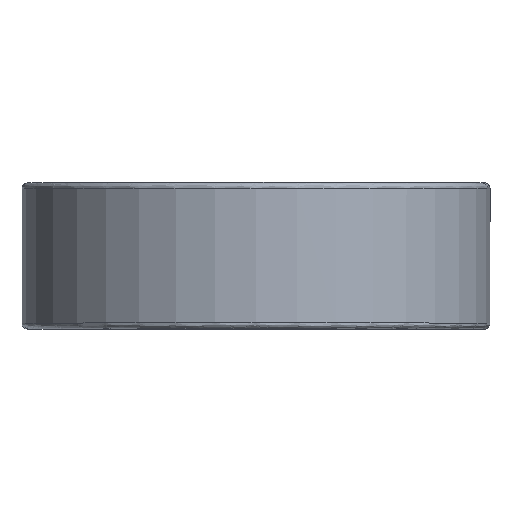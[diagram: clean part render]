
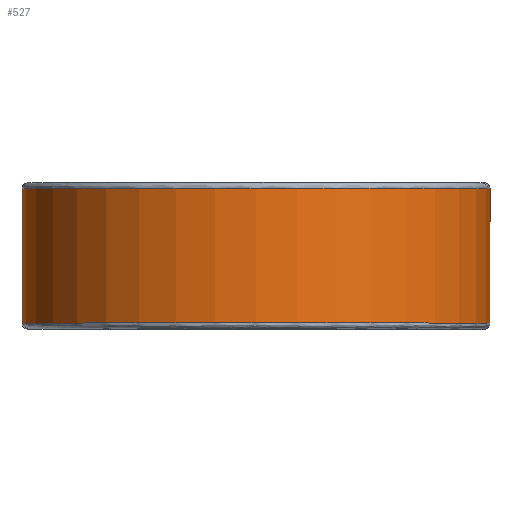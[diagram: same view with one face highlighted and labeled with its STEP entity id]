
A CAD part, top view. The second image highlights one B-rep face of the part: STEP entity #527.
In plain terms, the highlighted cylindrical face has radius 8 mm (diameter 16 mm), a full revolution.
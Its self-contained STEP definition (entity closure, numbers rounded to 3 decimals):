
#108 = EDGE_LOOP ( 'NONE', ( #133 ) ) ;
#133 = ORIENTED_EDGE ( 'NONE', *, *, #601, .T. ) ;
#135 = ORIENTED_EDGE ( 'NONE', *, *, #608, .T. ) ;
#193 = EDGE_LOOP ( 'NONE', ( #135 ) ) ;
#221 = CIRCLE ( 'NONE', #493, 8. ) ;
#275 = DIRECTION ( 'NONE',  ( 0., 0., -1. ) ) ;
#289 = CARTESIAN_POINT ( 'NONE',  ( 0., 2.3, -8. ) ) ;
#299 = CARTESIAN_POINT ( 'NONE',  ( 0., -2.3, -8. ) ) ;
#332 = DIRECTION ( 'NONE',  ( 0., -1., 0. ) ) ;
#393 = DIRECTION ( 'NONE',  ( 0., 0., -1. ) ) ;
#396 = DIRECTION ( 'NONE',  ( 0., 1., 0. ) ) ;
#399 = CARTESIAN_POINT ( 'NONE',  ( 0., -2.3, 0. ) ) ;
#409 = DIRECTION ( 'NONE',  ( 0., 0., -1. ) ) ;
#414 = CARTESIAN_POINT ( 'NONE',  ( 0., 2.3, 0. ) ) ;
#415 = DIRECTION ( 'NONE',  ( 0., -1., 0. ) ) ;
#458 = FACE_OUTER_BOUND ( 'NONE', #193, .T. ) ;
#462 = FACE_OUTER_BOUND ( 'NONE', #108, .T. ) ;
#475 = AXIS2_PLACEMENT_3D ( 'NONE', #652, #332, #275 ) ;
#493 = AXIS2_PLACEMENT_3D ( 'NONE', #414, #415, #409 ) ;
#505 = CIRCLE ( 'NONE', #628, 8. ) ;
#515 = VERTEX_POINT ( 'NONE', #289 ) ;
#527 = ADVANCED_FACE ( 'NONE', ( #462, #458 ), #725, .T. ) ;
#601 = EDGE_CURVE ( 'NONE', #515, #515, #221, .T. ) ;
#608 = EDGE_CURVE ( 'NONE', #737, #737, #505, .T. ) ;
#628 = AXIS2_PLACEMENT_3D ( 'NONE', #399, #396, #393 ) ;
#652 = CARTESIAN_POINT ( 'NONE',  ( 0., 2.75, 0. ) ) ;
#725 = CYLINDRICAL_SURFACE ( 'NONE', #475, 8. ) ;
#737 = VERTEX_POINT ( 'NONE', #299 ) ;
